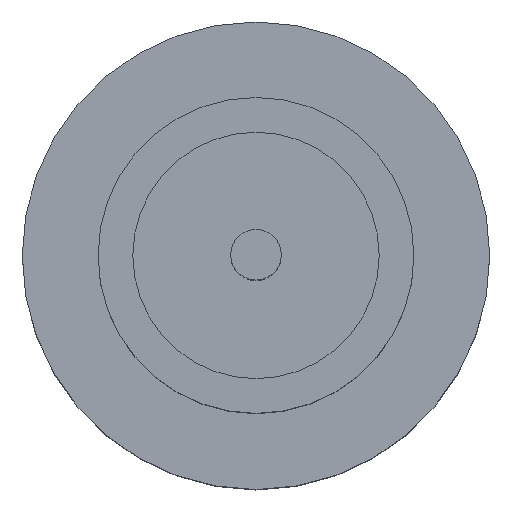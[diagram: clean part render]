
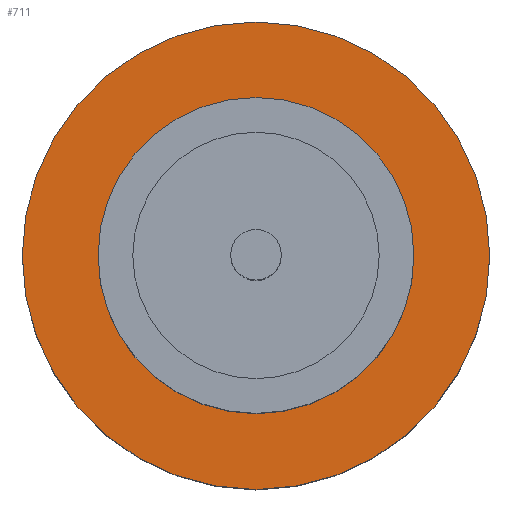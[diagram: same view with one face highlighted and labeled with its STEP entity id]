
A CAD part, top view. The second image highlights one B-rep face of the part: STEP entity #711.
In plain terms, the highlighted planar face has unit normal (0, 0, 1).
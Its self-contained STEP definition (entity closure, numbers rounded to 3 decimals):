
#25 = FACE_BOUND ( 'NONE', #291, .T. ) ;
#50 = DIRECTION ( 'NONE',  ( 0., 0., 1. ) ) ;
#51 = CIRCLE ( 'NONE', #554, 1.25 ) ;
#76 = VERTEX_POINT ( 'NONE', #215 ) ;
#86 = AXIS2_PLACEMENT_3D ( 'NONE', #848, #318, #462 ) ;
#111 = CIRCLE ( 'NONE', #347, 1.85 ) ;
#112 = VERTEX_POINT ( 'NONE', #425 ) ;
#215 = CARTESIAN_POINT ( 'NONE',  ( -1.25, 0., 1.55 ) ) ;
#226 = CARTESIAN_POINT ( 'NONE',  ( 0., 0., 1.55 ) ) ;
#259 = EDGE_CURVE ( 'NONE', #112, #339, #267, .T. ) ;
#267 = CIRCLE ( 'NONE', #643, 1.85 ) ;
#272 = AXIS2_PLACEMENT_3D ( 'NONE', #616, #497, #354 ) ;
#291 = EDGE_LOOP ( 'NONE', ( #410, #506 ) ) ;
#318 = DIRECTION ( 'NONE',  ( 0., 0., 1. ) ) ;
#339 = VERTEX_POINT ( 'NONE', #394 ) ;
#347 = AXIS2_PLACEMENT_3D ( 'NONE', #832, #50, #577 ) ;
#354 = DIRECTION ( 'NONE',  ( 1., 0., 0. ) ) ;
#358 = PLANE ( 'NONE',  #272 ) ;
#368 = EDGE_CURVE ( 'NONE', #76, #591, #688, .T. ) ;
#394 = CARTESIAN_POINT ( 'NONE',  ( 1.85, 0., 1.55 ) ) ;
#410 = ORIENTED_EDGE ( 'NONE', *, *, #421, .F. ) ;
#421 = EDGE_CURVE ( 'NONE', #591, #76, #51, .T. ) ;
#425 = CARTESIAN_POINT ( 'NONE',  ( -1.85, 0., 1.55 ) ) ;
#460 = CARTESIAN_POINT ( 'NONE',  ( 1.25, 0., 1.55 ) ) ;
#462 = DIRECTION ( 'NONE',  ( 1., 0., 0. ) ) ;
#497 = DIRECTION ( 'NONE',  ( 0., 0., 1. ) ) ;
#503 = DIRECTION ( 'NONE',  ( 1., 0., 0. ) ) ;
#506 = ORIENTED_EDGE ( 'NONE', *, *, #368, .F. ) ;
#514 = FACE_OUTER_BOUND ( 'NONE', #657, .T. ) ;
#554 = AXIS2_PLACEMENT_3D ( 'NONE', #617, #669, #684 ) ;
#561 = DIRECTION ( 'NONE',  ( 0., 0., 1. ) ) ;
#577 = DIRECTION ( 'NONE',  ( 1., 0., 0. ) ) ;
#591 = VERTEX_POINT ( 'NONE', #460 ) ;
#616 = CARTESIAN_POINT ( 'NONE',  ( 0., 0., 1.55 ) ) ;
#617 = CARTESIAN_POINT ( 'NONE',  ( 0., 0., 1.55 ) ) ;
#643 = AXIS2_PLACEMENT_3D ( 'NONE', #226, #561, #503 ) ;
#657 = EDGE_LOOP ( 'NONE', ( #672, #708 ) ) ;
#669 = DIRECTION ( 'NONE',  ( 0., 0., 1. ) ) ;
#672 = ORIENTED_EDGE ( 'NONE', *, *, #259, .T. ) ;
#684 = DIRECTION ( 'NONE',  ( 1., 0., 0. ) ) ;
#688 = CIRCLE ( 'NONE', #86, 1.25 ) ;
#708 = ORIENTED_EDGE ( 'NONE', *, *, #804, .T. ) ;
#711 = ADVANCED_FACE ( 'NONE', ( #25, #514 ), #358, .T. ) ;
#804 = EDGE_CURVE ( 'NONE', #339, #112, #111, .T. ) ;
#832 = CARTESIAN_POINT ( 'NONE',  ( 0., 0., 1.55 ) ) ;
#848 = CARTESIAN_POINT ( 'NONE',  ( 0., 0., 1.55 ) ) ;
